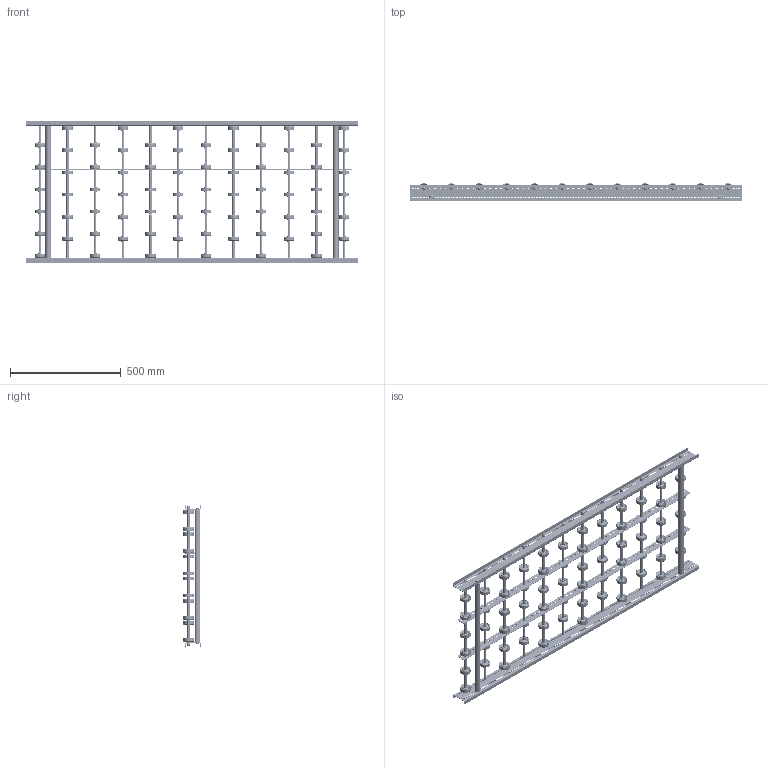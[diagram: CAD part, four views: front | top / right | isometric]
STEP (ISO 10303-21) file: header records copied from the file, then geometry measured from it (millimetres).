
FILE_DESCRIPTION (( 'STEP AP214' ), '1' );
FILE_NAME ('0052529.step', '2021-10-26T13:23:13', ( '' ), ( '' ), 'SwSTEP 2.0', 'SolidWorks 2020', '' );
FILE_SCHEMA (( 'AUTOMOTIVE_DESIGN' ));
Length unit declared in the file: millimetre
Products named in the file (10): K0011528_2200-48-8; Hutmutter_DIN_1587_M8; Profil_LRB-20x70x20x2_KFG_S100201_U-PROFIL-20-70-20-2-LRB-L=1500; 0052529; Röllchenachse-für-Konfiguration_EL600 Stahl; 0046278_KB-ROHR-12X1,75mm_KFG_L75; S100100_Längstraverse-42x2,5_L„ngstraverse-RB-L1449; Traversen_KFG_L600; S106837_Gewindestange-M8-KFG_L620; S100994_Sperrzahnschraube_M08x16-8.8-A2K
Assembly tree (59 placements, depth 3):
  0052529
    Profil_LRB-20x70x20x2_KFG_S100201_U-PROFIL-20-70-20-2-LRB-L=1500  x2
    S100994_Sperrzahnschraube_M08x16-8.8-A2K  x4
    Traversen_KFG_L600  x2
    Röllchenachse-für-Konfiguration_EL600 Stahl  x12
      S106837_Gewindestange-M8-KFG_L620
      0046278_KB-ROHR-12X1,75mm_KFG_L75
      K0011528_2200-48-8
    S100100_Längstraverse-42x2,5_L„ngstraverse-RB-L1449  x2
    Hutmutter_DIN_1587_M8  x24
Bounding box: 1500 x 79 x 640 mm (x, y, z)
Volume: 3181859.8 mm3; surface area: 2511213.9 mm2
Topology: 266 solids, 266 shells, 8444 faces, 18288 edges, 11208 vertices
Faces by surface type: cylinder 3528, torus 1888, plane 1644, cone 1360, bspline 24
Entity records: 30133 total; most frequent: DIRECTION 5345, CARTESIAN_POINT 5002, ORIENTED_EDGE 4484, AXIS2_PLACEMENT_3D 2305, EDGE_CURVE 2242, VERTEX_POINT 1466, EDGE_LOOP 1436, CIRCLE 1427
